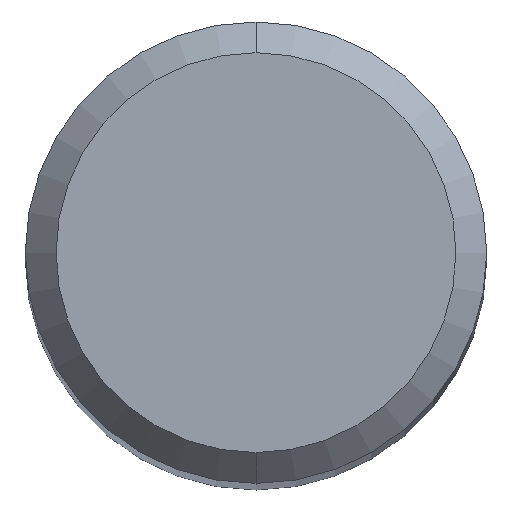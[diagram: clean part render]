
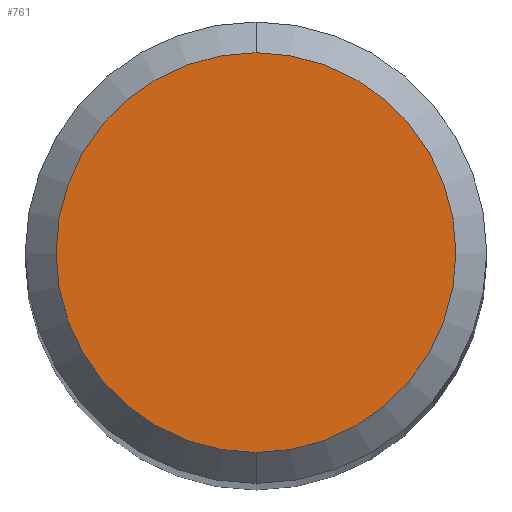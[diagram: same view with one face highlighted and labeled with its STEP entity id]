
A CAD part, top view. The second image highlights one B-rep face of the part: STEP entity #761.
In plain terms, the highlighted planar face has unit normal (0, 0, 1).
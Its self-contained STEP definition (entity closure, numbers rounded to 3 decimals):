
#333=VERTEX_POINT('',#952);
#383=EDGE_CURVE('',#333,#915,#1005,.T.);
#761=ADVANCED_FACE('',(#1417),#1418,.T.);
#915=VERTEX_POINT('',#1588);
#931=EDGE_CURVE('',#915,#333,#1606,.T.);
#952=CARTESIAN_POINT('',(0.0,2.6,0.0));
#1005=CIRCLE('',#1782,2.6);
#1417=FACE_OUTER_BOUND('',#6366,.T.);
#1418=PLANE('',#6367);
#1588=CARTESIAN_POINT('',(0.,-2.6,0.0));
#1606=CIRCLE('',#9401,2.6);
#1782=AXIS2_PLACEMENT_3D('',#9445,#9446,#9447);
#6366=EDGE_LOOP('',(#9865,#9866));
#6367=AXIS2_PLACEMENT_3D('',#9867,#9868,#9869);
#9401=AXIS2_PLACEMENT_3D('',#10088,#10089,#10090);
#9445=CARTESIAN_POINT('',(0.0,0.0,0.0));
#9446=DIRECTION('',(0.0,0.0,-1.0));
#9447=DIRECTION('',(0.0,1.0,0.0));
#9865=ORIENTED_EDGE('',*,*,#383,.F.);
#9866=ORIENTED_EDGE('',*,*,#931,.F.);
#9867=CARTESIAN_POINT('',(0.0,1.3,0.0));
#9868=DIRECTION('',(-0.0,0.0,1.0));
#9869=DIRECTION('',(0.0,-1.0,0.0));
#10088=CARTESIAN_POINT('',(0.0,0.0,0.0));
#10089=DIRECTION('',(0.0,0.0,-1.0));
#10090=DIRECTION('',(0.0,1.0,0.0));
